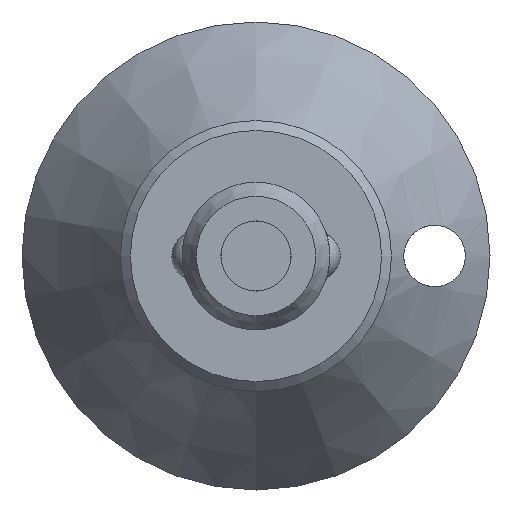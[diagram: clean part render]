
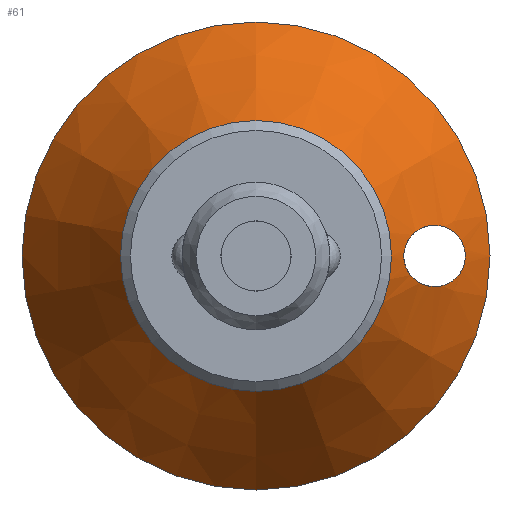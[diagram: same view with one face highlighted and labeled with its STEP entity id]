
A CAD part, front view. The second image highlights one B-rep face of the part: STEP entity #61.
In plain terms, the highlighted conical face has half-angle 32.6 degrees and reference radius 9.5 mm.
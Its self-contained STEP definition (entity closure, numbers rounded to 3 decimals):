
#61 = ADVANCED_FACE( '', ( #148, #149, #150 ), #151, .T. );
#148 = FACE_BOUND( '', #292, .T. );
#149 = FACE_OUTER_BOUND( '', #293, .T. );
#150 = FACE_BOUND( '', #294, .T. );
#151 = CONICAL_SURFACE( '', #295, 9.5, 0.569 );
#292 = EDGE_LOOP( '', ( #468 ) );
#293 = EDGE_LOOP( '', ( #469 ) );
#294 = EDGE_LOOP( '', ( #470 ) );
#295 = AXIS2_PLACEMENT_3D( '', #471, #472, #473 );
#468 = ORIENTED_EDGE( '', *, *, #670, .T. );
#469 = ORIENTED_EDGE( '', *, *, #671, .F. );
#470 = ORIENTED_EDGE( '', *, *, #672, .T. );
#471 = CARTESIAN_POINT( '', ( 0., 23.255, 0. ) );
#472 = DIRECTION( '', ( 0., 1., 0. ) );
#473 = DIRECTION( '', ( 0., 0., 1. ) );
#670 = EDGE_CURVE( '', #748, #748, #749, .T. );
#671 = EDGE_CURVE( '', #750, #750, #751, .T. );
#672 = EDGE_CURVE( '', #752, #752, #753, .T. );
#748 = VERTEX_POINT( '', #855 );
#749 = CIRCLE( '', #856, 5.5 );
#750 = VERTEX_POINT( '', #857 );
#751 = CIRCLE( '', #858, 9.5 );
#752 = VERTEX_POINT( '', #859 );
#753 = B_SPLINE_CURVE_WITH_KNOTS( '', 3, ( #860, #861, #862, #863, #864, #865, #866, #867, #868, #869, #870, #871, #872, #873, #874, #875, #876, #877, #878, #879, #880, #881, #882, #883, #884, #885, #886, #887, #888, #889, #890, #891, #892, #893, #894, #895, #896, #897, #898, #899, #900, #901, #902, #903, #904, #905, #906, #907 ), .UNSPECIFIED., .T., .F., ( 2, 2, 2, 2, 2, 2, 2, 2, 2, 2, 2, 2, 2, 2, 2, 2, 2, 2, 2, 2, 2, 2, 2, 2, 2, 2 ), ( 0., 0., 0., 0., 0.001, 0.001, 0.001, 0.002, 0.003, 0.004, 0.004, 0.005, 0.005, 0.006, 0.006, 0.006, 0.007, 0.007, 0.008, 0.009, 0.009, 0.01, 0.011, 0.011, 0.011, 0.012 ), .UNSPECIFIED. );
#855 = CARTESIAN_POINT( '', ( 0., 17., 5.5 ) );
#856 = AXIS2_PLACEMENT_3D( '', #1283, #1284, #1285 );
#857 = CARTESIAN_POINT( '', ( 0., 23.255, 9.5 ) );
#858 = AXIS2_PLACEMENT_3D( '', #1286, #1287, #1288 );
#859 = CARTESIAN_POINT( '', ( 6.032, 17.842, -0.281 ) );
#860 = CARTESIAN_POINT( '', ( 6.057, 17.889, -0.39 ) );
#861 = CARTESIAN_POINT( '', ( 6.019, 17.818, -0.226 ) );
#862 = CARTESIAN_POINT( '', ( 6.01, 17.801, -0.17 ) );
#863 = CARTESIAN_POINT( '', ( 6., 17.781, -0.052 ) );
#864 = CARTESIAN_POINT( '', ( 5.999, 17.779, 0.01 ) );
#865 = CARTESIAN_POINT( '', ( 6.008, 17.798, 0.188 ) );
#866 = CARTESIAN_POINT( '', ( 6.032, 17.843, 0.301 ) );
#867 = CARTESIAN_POINT( '', ( 6.099, 17.967, 0.498 ) );
#868 = CARTESIAN_POINT( '', ( 6.14, 18.043, 0.581 ) );
#869 = CARTESIAN_POINT( '', ( 6.231, 18.209, 0.729 ) );
#870 = CARTESIAN_POINT( '', ( 6.28, 18.298, 0.792 ) );
#871 = CARTESIAN_POINT( '', ( 6.435, 18.572, 0.96 ) );
#872 = CARTESIAN_POINT( '', ( 6.549, 18.769, 1.043 ) );
#873 = CARTESIAN_POINT( '', ( 6.783, 19.162, 1.167 ) );
#874 = CARTESIAN_POINT( '', ( 6.905, 19.361, 1.208 ) );
#875 = CARTESIAN_POINT( '', ( 7.158, 19.762, 1.253 ) );
#876 = CARTESIAN_POINT( '', ( 7.288, 19.964, 1.256 ) );
#877 = CARTESIAN_POINT( '', ( 7.549, 20.357, 1.221 ) );
#878 = CARTESIAN_POINT( '', ( 7.68, 20.549, 1.183 ) );
#879 = CARTESIAN_POINT( '', ( 7.942, 20.926, 1.051 ) );
#880 = CARTESIAN_POINT( '', ( 8.073, 21.11, 0.958 ) );
#881 = CARTESIAN_POINT( '', ( 8.248, 21.351, 0.757 ) );
#882 = CARTESIAN_POINT( '', ( 8.303, 21.425, 0.682 ) );
#883 = CARTESIAN_POINT( '', ( 8.398, 21.555, 0.504 ) );
#884 = CARTESIAN_POINT( '', ( 8.439, 21.609, 0.403 ) );
#885 = CARTESIAN_POINT( '', ( 8.493, 21.681, 0.178 ) );
#886 = CARTESIAN_POINT( '', ( 8.505, 21.697, 0.057 ) );
#887 = CARTESIAN_POINT( '', ( 8.492, 21.681, -0.184 ) );
#888 = CARTESIAN_POINT( '', ( 8.468, 21.649, -0.301 ) );
#889 = CARTESIAN_POINT( '', ( 8.397, 21.553, -0.509 ) );
#890 = CARTESIAN_POINT( '', ( 8.35, 21.489, -0.602 ) );
#891 = CARTESIAN_POINT( '', ( 8.245, 21.346, -0.763 ) );
#892 = CARTESIAN_POINT( '', ( 8.187, 21.266, -0.832 ) );
#893 = CARTESIAN_POINT( '', ( 8.004, 21.013, -1.012 ) );
#894 = CARTESIAN_POINT( '', ( 7.874, 20.83, -1.093 ) );
#895 = CARTESIAN_POINT( '', ( 7.608, 20.445, -1.206 ) );
#896 = CARTESIAN_POINT( '', ( 7.477, 20.249, -1.236 ) );
#897 = CARTESIAN_POINT( '', ( 7.216, 19.853, -1.256 ) );
#898 = CARTESIAN_POINT( '', ( 7.087, 19.651, -1.246 ) );
#899 = CARTESIAN_POINT( '', ( 6.836, 19.249, -1.187 ) );
#900 = CARTESIAN_POINT( '', ( 6.716, 19.051, -1.138 ) );
#901 = CARTESIAN_POINT( '', ( 6.486, 18.66, -0.998 ) );
#902 = CARTESIAN_POINT( '', ( 6.374, 18.465, -0.906 ) );
#903 = CARTESIAN_POINT( '', ( 6.225, 18.197, -0.719 ) );
#904 = CARTESIAN_POINT( '', ( 6.177, 18.111, -0.648 ) );
#905 = CARTESIAN_POINT( '', ( 6.094, 17.958, -0.484 ) );
#906 = CARTESIAN_POINT( '', ( 6.057, 17.889, -0.39 ) );
#907 = CARTESIAN_POINT( '', ( 6.019, 17.818, -0.226 ) );
#1283 = CARTESIAN_POINT( '', ( 0., 17., 0. ) );
#1284 = DIRECTION( '', ( 0., 1., 0. ) );
#1285 = DIRECTION( '', ( 0., 0., 1. ) );
#1286 = CARTESIAN_POINT( '', ( 0., 23.255, 0. ) );
#1287 = DIRECTION( '', ( 0., 1., 0. ) );
#1288 = DIRECTION( '', ( 0., 0., 1. ) );
